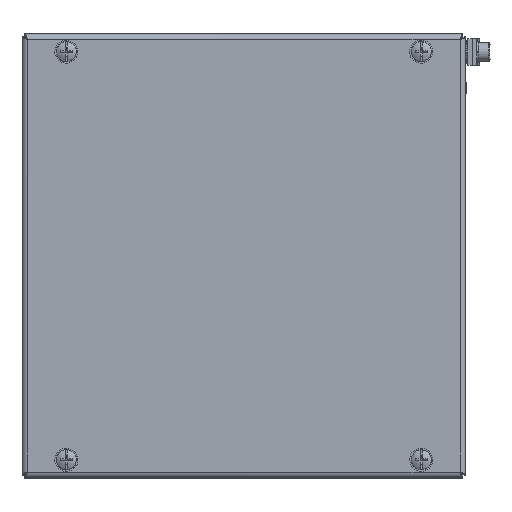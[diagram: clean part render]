
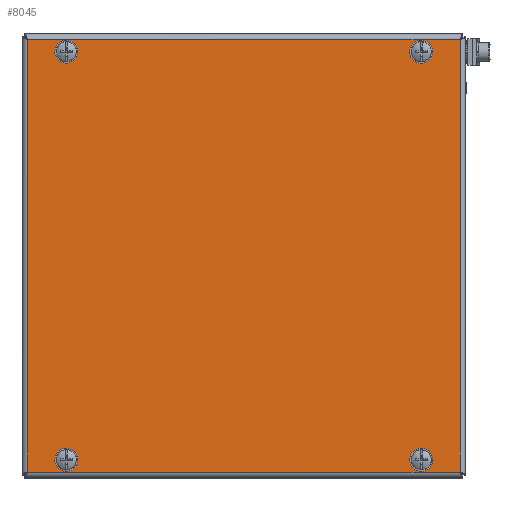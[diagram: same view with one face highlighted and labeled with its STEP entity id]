
A CAD part, top view. The second image highlights one B-rep face of the part: STEP entity #8045.
In plain terms, the highlighted face is planar.
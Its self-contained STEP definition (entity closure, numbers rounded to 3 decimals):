
#577=PLANE('',#8644);
#819=LINE('',#11997,#1422);
#820=LINE('',#11999,#1423);
#821=LINE('',#12001,#1424);
#822=LINE('',#12002,#1425);
#1422=VECTOR('',#9616,1000.);
#1423=VECTOR('',#9617,1000.);
#1424=VECTOR('',#9618,1000.);
#1425=VECTOR('',#9619,1000.);
#2011=FACE_BOUND('',#2731,.T.);
#2012=FACE_BOUND('',#2732,.T.);
#2013=FACE_BOUND('',#2733,.T.);
#2014=FACE_BOUND('',#2734,.T.);
#2165=FACE_OUTER_BOUND('',#2730,.T.);
#2730=EDGE_LOOP('',(#5659,#5660,#5661,#5662));
#2731=EDGE_LOOP('',(#5663));
#2732=EDGE_LOOP('',(#5664));
#2733=EDGE_LOOP('',(#5665));
#2734=EDGE_LOOP('',(#5666));
#3410=CIRCLE('',#8633,4.);
#3412=CIRCLE('',#8636,4.);
#3414=CIRCLE('',#8639,4.);
#3416=CIRCLE('',#8642,4.);
#3754=VERTEX_POINT('',#11968);
#3756=VERTEX_POINT('',#11973);
#3758=VERTEX_POINT('',#11978);
#3760=VERTEX_POINT('',#11983);
#3765=VERTEX_POINT('',#11995);
#3766=VERTEX_POINT('',#11996);
#3767=VERTEX_POINT('',#11998);
#3768=VERTEX_POINT('',#12000);
#4468=EDGE_CURVE('',#3754,#3754,#3410,.T.);
#4470=EDGE_CURVE('',#3756,#3756,#3412,.T.);
#4472=EDGE_CURVE('',#3758,#3758,#3414,.T.);
#4474=EDGE_CURVE('',#3760,#3760,#3416,.T.);
#4479=EDGE_CURVE('',#3765,#3766,#819,.T.);
#4480=EDGE_CURVE('',#3766,#3767,#820,.T.);
#4481=EDGE_CURVE('',#3767,#3768,#821,.T.);
#4482=EDGE_CURVE('',#3768,#3765,#822,.T.);
#5659=ORIENTED_EDGE('',*,*,#4479,.T.);
#5660=ORIENTED_EDGE('',*,*,#4480,.T.);
#5661=ORIENTED_EDGE('',*,*,#4481,.T.);
#5662=ORIENTED_EDGE('',*,*,#4482,.T.);
#5663=ORIENTED_EDGE('',*,*,#4468,.F.);
#5664=ORIENTED_EDGE('',*,*,#4470,.F.);
#5665=ORIENTED_EDGE('',*,*,#4472,.F.);
#5666=ORIENTED_EDGE('',*,*,#4474,.F.);
#8045=ADVANCED_FACE('',(#2165,#2011,#2012,#2013,#2014),#577,.F.);
#8633=AXIS2_PLACEMENT_3D('',#11969,#9588,#9589);
#8636=AXIS2_PLACEMENT_3D('',#11974,#9594,#9595);
#8639=AXIS2_PLACEMENT_3D('',#11979,#9600,#9601);
#8642=AXIS2_PLACEMENT_3D('',#11984,#9606,#9607);
#8644=AXIS2_PLACEMENT_3D('',#11994,#9614,#9615);
#9588=DIRECTION('center_axis',(0.,0.,-1.));
#9589=DIRECTION('ref_axis',(1.,0.,0.));
#9594=DIRECTION('center_axis',(0.,0.,-1.));
#9595=DIRECTION('ref_axis',(-1.,0.,0.));
#9600=DIRECTION('center_axis',(0.,0.,-1.));
#9601=DIRECTION('ref_axis',(1.,0.,0.));
#9606=DIRECTION('center_axis',(0.,0.,-1.));
#9607=DIRECTION('ref_axis',(-1.,0.,0.));
#9614=DIRECTION('center_axis',(0.,0.,1.));
#9615=DIRECTION('ref_axis',(1.,0.,0.));
#9616=DIRECTION('',(-1.,0.,0.));
#9617=DIRECTION('',(0.,1.,0.));
#9618=DIRECTION('',(1.,0.,0.));
#9619=DIRECTION('',(0.,-1.,0.));
#11968=CARTESIAN_POINT('',(76.,-92.,0.));
#11969=CARTESIAN_POINT('Origin',(80.,-92.,0.));
#11973=CARTESIAN_POINT('',(-84.,-92.,0.));
#11974=CARTESIAN_POINT('Origin',(-80.,-92.,0.));
#11978=CARTESIAN_POINT('',(-84.,92.,0.));
#11979=CARTESIAN_POINT('Origin',(-80.,92.,0.));
#11983=CARTESIAN_POINT('',(76.,92.,0.));
#11984=CARTESIAN_POINT('Origin',(80.,92.,0.));
#11994=CARTESIAN_POINT('Origin',(-100.,100.,0.));
#11995=CARTESIAN_POINT('',(97.5,-97.5,0.));
#11996=CARTESIAN_POINT('',(-97.5,-97.5,0.));
#11997=CARTESIAN_POINT('',(98.743,-97.5,0.));
#11998=CARTESIAN_POINT('',(-97.5,97.5,0.));
#11999=CARTESIAN_POINT('',(-97.5,-98.743,0.));
#12000=CARTESIAN_POINT('',(97.5,97.5,0.));
#12001=CARTESIAN_POINT('',(-98.743,97.5,0.));
#12002=CARTESIAN_POINT('',(97.5,98.743,0.));
